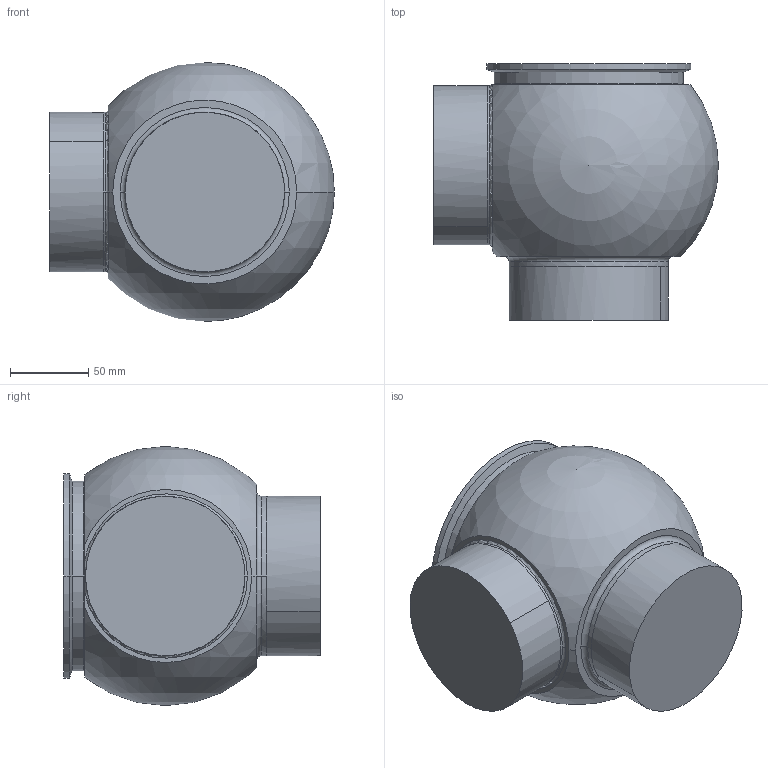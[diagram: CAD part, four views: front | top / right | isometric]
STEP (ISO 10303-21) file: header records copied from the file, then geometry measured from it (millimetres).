
FILE_DESCRIPTION (( 'STEP AP214' ), '1' );
FILE_NAME ('102405.STEP', '2017-11-02T20:43:54', ( '' ), ( '' ), 'SwSTEP 2.0', 'SolidWorks 2014', '' );
FILE_SCHEMA (( 'AUTOMOTIVE_DESIGN' ));
Length unit declared in the file: inch
Products named in the file (1): 102405
Bounding box: 181.36 x 163.5 x 165.1 mm (x, y, z)
Volume: 2685198.9 mm3; surface area: 111808.5 mm2
Topology: 1 solids, 1 shells, 28 faces, 67 edges, 41 vertices
Faces by surface type: cylinder 12, torus 6, plane 6, cone 2, sphere 2
Entity records: 846 total; most frequent: DIRECTION 162, CARTESIAN_POINT 149, ORIENTED_EDGE 124, AXIS2_PLACEMENT_3D 73, EDGE_CURVE 62, CIRCLE 44, VERTEX_POINT 38, EDGE_LOOP 30
